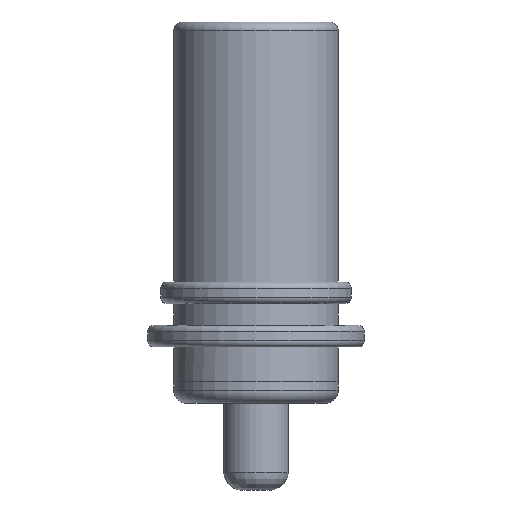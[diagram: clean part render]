
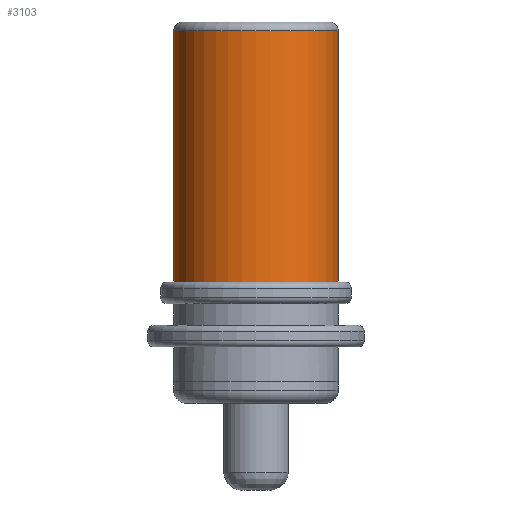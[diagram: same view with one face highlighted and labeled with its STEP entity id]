
A CAD part, left-side view. The second image highlights one B-rep face of the part: STEP entity #3103.
In plain terms, the highlighted cylindrical face has radius 1.9 mm (diameter 3.8 mm), a partial arc.
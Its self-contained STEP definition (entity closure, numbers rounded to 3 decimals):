
#505 = TOROIDAL_SURFACE('',#506,1.7,0.2);
#506 = AXIS2_PLACEMENT_3D('',#507,#508,#509);
#507 = CARTESIAN_POINT('',(-3.5,0.,5.8));
#508 = DIRECTION('',(0.,0.,-1.));
#509 = DIRECTION('',(0.603,0.797,0.));
#1581 = VERTEX_POINT('',#1582);
#1582 = CARTESIAN_POINT('',(-2.353,-1.515,5.8));
#1632 = ( BOUNDED_SURFACE() B_SPLINE_SURFACE(2,2,(
    (#1633,#1634,#1635,#1636,#1637)
    ,(#1638,#1639,#1640,#1641,#1642)
    ,(#1643,#1644,#1645,#1646,#1647
)),.UNSPECIFIED.,.F.,.F.,.F.) B_SPLINE_SURFACE_WITH_KNOTS((3,3),(3,1,1,3
    ),(0.,7.),(-0.428,0.,7.,7.428),
.UNSPECIFIED.) GEOMETRIC_REPRESENTATION_ITEM() RATIONAL_B_SPLINE_SURFACE
((
    (1.,1.,1.,1.,1.)
    ,(0.797,0.797,0.797,0.797
      ,0.797)
,(1.,1.,1.,1.,1.))) REPRESENTATION_ITEM('') SURFACE() );
#1633 = CARTESIAN_POINT('',(-2.353,-1.515,-1.428));
#1634 = CARTESIAN_POINT('',(-2.353,-1.515,-1.214));
#1635 = CARTESIAN_POINT('',(-2.353,-1.515,2.5));
#1636 = CARTESIAN_POINT('',(-2.353,-1.515,6.214));
#1637 = CARTESIAN_POINT('',(-2.353,-1.515,6.428));
#1638 = CARTESIAN_POINT('',(-1.75,-1.058,-1.428));
#1639 = CARTESIAN_POINT('',(-1.75,-1.058,-1.214));
#1640 = CARTESIAN_POINT('',(-1.75,-1.058,2.5));
#1641 = CARTESIAN_POINT('',(-1.75,-1.058,6.214));
#1642 = CARTESIAN_POINT('',(-1.75,-1.058,6.428));
#1643 = CARTESIAN_POINT('',(-1.147,-1.515,-1.428));
#1644 = CARTESIAN_POINT('',(-1.147,-1.515,-1.214));
#1645 = CARTESIAN_POINT('',(-1.147,-1.515,2.5));
#1646 = CARTESIAN_POINT('',(-1.147,-1.515,6.214));
#1647 = CARTESIAN_POINT('',(-1.147,-1.515,6.428));
#1692 = VERTEX_POINT('',#1693);
#1693 = CARTESIAN_POINT('',(-2.353,1.515,5.8));
#1722 = EDGE_CURVE('',#1692,#1581,#1723,.T.);
#1723 = SURFACE_CURVE('',#1724,(#1729,#1736),.PCURVE_S1.);
#1724 = CIRCLE('',#1725,1.9);
#1725 = AXIS2_PLACEMENT_3D('',#1726,#1727,#1728);
#1726 = CARTESIAN_POINT('',(-3.5,0.,5.8));
#1727 = DIRECTION('',(0.,0.,1.));
#1728 = DIRECTION('',(0.603,0.797,0.));
#1729 = PCURVE('',#505,#1730);
#1730 = DEFINITIONAL_REPRESENTATION('',(#1731),#1735);
#1731 = LINE('',#1732,#1733);
#1732 = CARTESIAN_POINT('',(0.,6.283));
#1733 = VECTOR('',#1734,1.);
#1734 = DIRECTION('',(-1.,0.));
#1735 = ( GEOMETRIC_REPRESENTATION_CONTEXT(2) 
PARAMETRIC_REPRESENTATION_CONTEXT() REPRESENTATION_CONTEXT('2D SPACE',''
  ) );
#1736 = PCURVE('',#1737,#1742);
#1737 = CYLINDRICAL_SURFACE('',#1738,1.9);
#1738 = AXIS2_PLACEMENT_3D('',#1739,#1740,#1741);
#1739 = CARTESIAN_POINT('',(-3.5,0.,6.));
#1740 = DIRECTION('',(0.,0.,1.));
#1741 = DIRECTION('',(1.,0.,0.));
#1742 = DEFINITIONAL_REPRESENTATION('',(#1743),#1747);
#1743 = LINE('',#1744,#1745);
#1744 = CARTESIAN_POINT('',(0.923,-0.2));
#1745 = VECTOR('',#1746,1.);
#1746 = DIRECTION('',(1.,0.));
#1747 = ( GEOMETRIC_REPRESENTATION_CONTEXT(2) 
PARAMETRIC_REPRESENTATION_CONTEXT() REPRESENTATION_CONTEXT('2D SPACE',''
  ) );
#1813 = ( BOUNDED_SURFACE() B_SPLINE_SURFACE(2,2,(
    (#1814,#1815,#1816,#1817,#1818)
    ,(#1819,#1820,#1821,#1822,#1823)
    ,(#1824,#1825,#1826,#1827,#1828
)),.UNSPECIFIED.,.F.,.F.,.F.) B_SPLINE_SURFACE_WITH_KNOTS((3,3),(3,1,1,3
    ),(0.,7.),(-0.428,0.,7.,7.428),
.UNSPECIFIED.) GEOMETRIC_REPRESENTATION_ITEM() RATIONAL_B_SPLINE_SURFACE
((
    (1.,1.,1.,1.,1.)
    ,(0.797,0.797,0.797,0.797
      ,0.797)
,(1.,1.,1.,1.,1.))) REPRESENTATION_ITEM('') SURFACE() );
#1814 = CARTESIAN_POINT('',(-1.147,1.515,-1.428));
#1815 = CARTESIAN_POINT('',(-1.147,1.515,-1.214));
#1816 = CARTESIAN_POINT('',(-1.147,1.515,2.5));
#1817 = CARTESIAN_POINT('',(-1.147,1.515,6.214));
#1818 = CARTESIAN_POINT('',(-1.147,1.515,6.428));
#1819 = CARTESIAN_POINT('',(-1.75,1.058,-1.428));
#1820 = CARTESIAN_POINT('',(-1.75,1.058,-1.214));
#1821 = CARTESIAN_POINT('',(-1.75,1.058,2.5));
#1822 = CARTESIAN_POINT('',(-1.75,1.058,6.214));
#1823 = CARTESIAN_POINT('',(-1.75,1.058,6.428));
#1824 = CARTESIAN_POINT('',(-2.353,1.515,-1.428));
#1825 = CARTESIAN_POINT('',(-2.353,1.515,-1.214));
#1826 = CARTESIAN_POINT('',(-2.353,1.515,2.5));
#1827 = CARTESIAN_POINT('',(-2.353,1.515,6.214));
#1828 = CARTESIAN_POINT('',(-2.353,1.515,6.428));
#2635 = EDGE_CURVE('',#2636,#1581,#2638,.T.);
#2636 = VERTEX_POINT('',#2637);
#2637 = CARTESIAN_POINT('',(-2.353,-1.515,0.));
#2638 = SURFACE_CURVE('',#2639,(#2645,#2652),.PCURVE_S1.);
#2639 = B_SPLINE_CURVE_WITH_KNOTS('',2,(#2640,#2641,#2642,#2643,#2644),
  .UNSPECIFIED.,.F.,.F.,(3,1,1,3),(-0.428,0.,7.,7.428)
  ,.UNSPECIFIED.);
#2640 = CARTESIAN_POINT('',(-2.353,-1.515,-1.428));
#2641 = CARTESIAN_POINT('',(-2.353,-1.515,-1.214));
#2642 = CARTESIAN_POINT('',(-2.353,-1.515,2.5));
#2643 = CARTESIAN_POINT('',(-2.353,-1.515,6.214));
#2644 = CARTESIAN_POINT('',(-2.353,-1.515,6.428));
#2645 = PCURVE('',#1632,#2646);
#2646 = DEFINITIONAL_REPRESENTATION('',(#2647),#2651);
#2647 = LINE('',#2648,#2649);
#2648 = CARTESIAN_POINT('',(0.,0.));
#2649 = VECTOR('',#2650,1.);
#2650 = DIRECTION('',(0.,1.));
#2651 = ( GEOMETRIC_REPRESENTATION_CONTEXT(2) 
PARAMETRIC_REPRESENTATION_CONTEXT() REPRESENTATION_CONTEXT('2D SPACE',''
  ) );
#2652 = PCURVE('',#1737,#2653);
#2653 = DEFINITIONAL_REPRESENTATION('',(#2654),#2657);
#2654 = B_SPLINE_CURVE_WITH_KNOTS('',1,(#2655,#2656),.UNSPECIFIED.,.F.,
  .F.,(2,2),(0.,7.),.PIECEWISE_BEZIER_KNOTS.);
#2655 = CARTESIAN_POINT('',(5.36,-7.));
#2656 = CARTESIAN_POINT('',(5.36,0.));
#2657 = ( GEOMETRIC_REPRESENTATION_CONTEXT(2) 
PARAMETRIC_REPRESENTATION_CONTEXT() REPRESENTATION_CONTEXT('2D SPACE',''
  ) );
#2937 = PLANE('',#2938);
#2938 = AXIS2_PLACEMENT_3D('',#2939,#2940,#2941);
#2939 = CARTESIAN_POINT('',(-3.5,2.2,0.));
#2940 = DIRECTION('',(0.,0.,-1.));
#2941 = DIRECTION('',(-1.,0.,0.));
#3103 = ADVANCED_FACE('',(#3104),#1737,.T.);
#3104 = FACE_BOUND('',#3105,.T.);
#3105 = EDGE_LOOP('',(#3106,#3130,#3156,#3157));
#3106 = ORIENTED_EDGE('',*,*,#3107,.F.);
#3107 = EDGE_CURVE('',#3108,#1692,#3110,.T.);
#3108 = VERTEX_POINT('',#3109);
#3109 = CARTESIAN_POINT('',(-2.353,1.515,0.));
#3110 = SURFACE_CURVE('',#3111,(#3117,#3123),.PCURVE_S1.);
#3111 = B_SPLINE_CURVE_WITH_KNOTS('',2,(#3112,#3113,#3114,#3115,#3116),
  .UNSPECIFIED.,.F.,.F.,(3,1,1,3),(-0.428,0.,7.,7.428)
  ,.UNSPECIFIED.);
#3112 = CARTESIAN_POINT('',(-2.353,1.515,-1.428));
#3113 = CARTESIAN_POINT('',(-2.353,1.515,-1.214));
#3114 = CARTESIAN_POINT('',(-2.353,1.515,2.5));
#3115 = CARTESIAN_POINT('',(-2.353,1.515,6.214));
#3116 = CARTESIAN_POINT('',(-2.353,1.515,6.428));
#3117 = PCURVE('',#1737,#3118);
#3118 = DEFINITIONAL_REPRESENTATION('',(#3119),#3122);
#3119 = B_SPLINE_CURVE_WITH_KNOTS('',1,(#3120,#3121),.UNSPECIFIED.,.F.,
  .F.,(2,2),(0.,7.),.PIECEWISE_BEZIER_KNOTS.);
#3120 = CARTESIAN_POINT('',(0.923,-7.));
#3121 = CARTESIAN_POINT('',(0.923,0.));
#3122 = ( GEOMETRIC_REPRESENTATION_CONTEXT(2) 
PARAMETRIC_REPRESENTATION_CONTEXT() REPRESENTATION_CONTEXT('2D SPACE',''
  ) );
#3123 = PCURVE('',#1813,#3124);
#3124 = DEFINITIONAL_REPRESENTATION('',(#3125),#3129);
#3125 = LINE('',#3126,#3127);
#3126 = CARTESIAN_POINT('',(7.,0.));
#3127 = VECTOR('',#3128,1.);
#3128 = DIRECTION('',(0.,1.));
#3129 = ( GEOMETRIC_REPRESENTATION_CONTEXT(2) 
PARAMETRIC_REPRESENTATION_CONTEXT() REPRESENTATION_CONTEXT('2D SPACE',''
  ) );
#3130 = ORIENTED_EDGE('',*,*,#3131,.T.);
#3131 = EDGE_CURVE('',#3108,#2636,#3132,.T.);
#3132 = SURFACE_CURVE('',#3133,(#3138,#3145),.PCURVE_S1.);
#3133 = CIRCLE('',#3134,1.9);
#3134 = AXIS2_PLACEMENT_3D('',#3135,#3136,#3137);
#3135 = CARTESIAN_POINT('',(-3.5,0.,0.));
#3136 = DIRECTION('',(0.,0.,1.));
#3137 = DIRECTION('',(1.,0.,0.));
#3138 = PCURVE('',#1737,#3139);
#3139 = DEFINITIONAL_REPRESENTATION('',(#3140),#3144);
#3140 = LINE('',#3141,#3142);
#3141 = CARTESIAN_POINT('',(0.,-6.));
#3142 = VECTOR('',#3143,1.);
#3143 = DIRECTION('',(1.,0.));
#3144 = ( GEOMETRIC_REPRESENTATION_CONTEXT(2) 
PARAMETRIC_REPRESENTATION_CONTEXT() REPRESENTATION_CONTEXT('2D SPACE',''
  ) );
#3145 = PCURVE('',#2937,#3146);
#3146 = DEFINITIONAL_REPRESENTATION('',(#3147),#3155);
#3147 = ( BOUNDED_CURVE() B_SPLINE_CURVE(2,(#3148,#3149,#3150,#3151,
#3152,#3153,#3154),.UNSPECIFIED.,.T.,.F.) B_SPLINE_CURVE_WITH_KNOTS((1,2
    ,2,2,2,1),(-2.094,0.,2.094,4.189,
6.283,8.378),.UNSPECIFIED.) CURVE() 
GEOMETRIC_REPRESENTATION_ITEM() RATIONAL_B_SPLINE_CURVE((1.,0.5,1.,0.5,
1.,0.5,1.)) REPRESENTATION_ITEM('') );
#3148 = CARTESIAN_POINT('',(-1.9,-2.2));
#3149 = CARTESIAN_POINT('',(-1.9,1.091));
#3150 = CARTESIAN_POINT('',(0.95,-0.555));
#3151 = CARTESIAN_POINT('',(3.8,-2.2));
#3152 = CARTESIAN_POINT('',(0.95,-3.845));
#3153 = CARTESIAN_POINT('',(-1.9,-5.491));
#3154 = CARTESIAN_POINT('',(-1.9,-2.2));
#3155 = ( GEOMETRIC_REPRESENTATION_CONTEXT(2) 
PARAMETRIC_REPRESENTATION_CONTEXT() REPRESENTATION_CONTEXT('2D SPACE',''
  ) );
#3156 = ORIENTED_EDGE('',*,*,#2635,.T.);
#3157 = ORIENTED_EDGE('',*,*,#1722,.F.);
